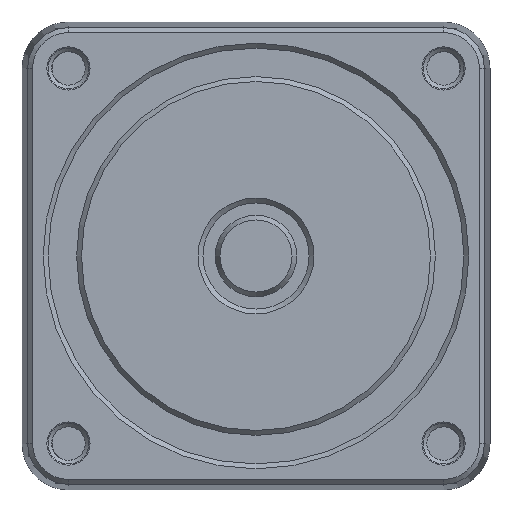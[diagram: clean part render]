
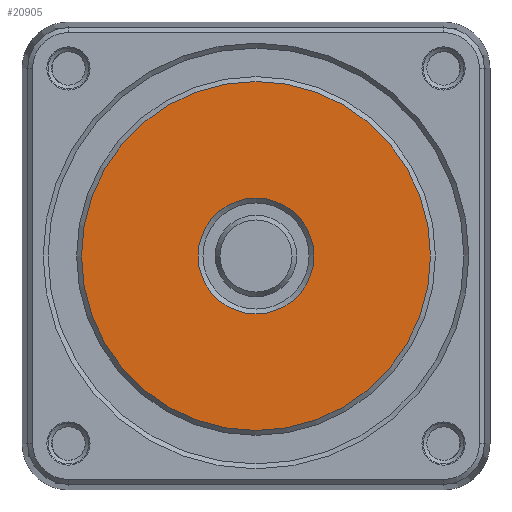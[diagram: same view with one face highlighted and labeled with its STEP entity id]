
A CAD part, front view. The second image highlights one B-rep face of the part: STEP entity #20905.
In plain terms, the highlighted planar face has unit normal (0, -1, 0).
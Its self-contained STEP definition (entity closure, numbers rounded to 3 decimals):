
#220=FACE_BOUND('',#2557,.T.);
#456=PLANE('',#22367);
#1397=FACE_OUTER_BOUND('',#2556,.T.);
#2556=EDGE_LOOP('',(#14904));
#2557=EDGE_LOOP('',(#14905));
#8287=CIRCLE('',#22366,3.55);
#8288=CIRCLE('',#22368,10.7);
#9089=VERTEX_POINT('',#30736);
#9090=VERTEX_POINT('',#30740);
#11272=EDGE_CURVE('',#9089,#9089,#8287,.T.);
#11273=EDGE_CURVE('',#9090,#9090,#8288,.T.);
#14904=ORIENTED_EDGE('',*,*,#11273,.T.);
#14905=ORIENTED_EDGE('',*,*,#11272,.T.);
#20905=ADVANCED_FACE('',(#1397,#220),#456,.T.);
#22366=AXIS2_PLACEMENT_3D('',#30738,#25021,#25022);
#22367=AXIS2_PLACEMENT_3D('',#30739,#25023,#25024);
#22368=AXIS2_PLACEMENT_3D('',#30741,#25025,#25026);
#25021=DIRECTION('center_axis',(0.,1.,0.));
#25022=DIRECTION('ref_axis',(0.,0.,
-1.));
#25023=DIRECTION('center_axis',(0.,-1.,0.));
#25024=DIRECTION('ref_axis',(0.,0.,
-1.));
#25025=DIRECTION('center_axis',(0.,-1.,0.));
#25026=DIRECTION('ref_axis',(0.,0.,
1.));
#30736=CARTESIAN_POINT('',(3.55,17.6,0.));
#30738=CARTESIAN_POINT('Origin',(0.,17.6,
0.));
#30739=CARTESIAN_POINT('Origin',(0.,17.6,
0.));
#30740=CARTESIAN_POINT('',(10.7,17.6,0.));
#30741=CARTESIAN_POINT('Origin',(0.,17.6,
0.));
